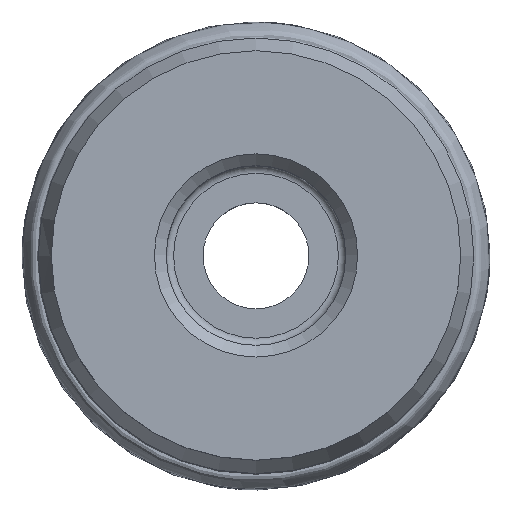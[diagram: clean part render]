
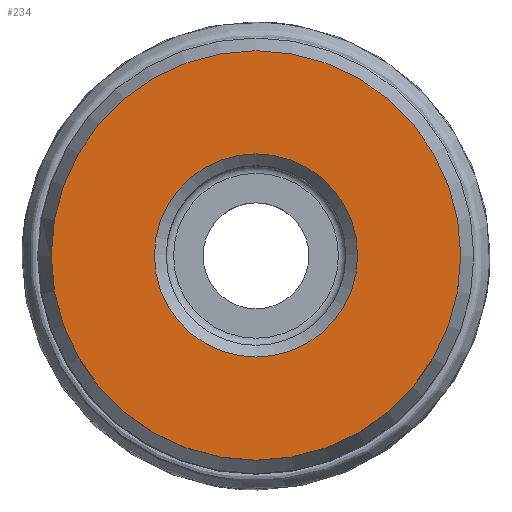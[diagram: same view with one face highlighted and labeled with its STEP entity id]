
A CAD part, top view. The second image highlights one B-rep face of the part: STEP entity #234.
In plain terms, the highlighted planar face has unit normal (0, 0, 1).
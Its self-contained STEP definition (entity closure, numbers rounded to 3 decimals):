
#94=PLANE('',#427);
#120=EDGE_LOOP('',(#156));
#121=EDGE_LOOP('',(#157));
#156=ORIENTED_EDGE('',*,*,#174,.F.);
#157=ORIENTED_EDGE('',*,*,#184,.F.);
#174=EDGE_CURVE('',#283,#283,#192,.T.);
#184=EDGE_CURVE('',#293,#293,#202,.T.);
#192=CIRCLE('',#407,22.225);
#202=CIRCLE('',#426,11.03);
#234=ADVANCED_FACE('',(#263,#264),#94,.T.);
#263=FACE_BOUND('',#120,.T.);
#264=FACE_BOUND('',#121,.T.);
#283=VERTEX_POINT('',#9641);
#293=VERTEX_POINT('',#9670);
#407=AXIS2_PLACEMENT_3D('',#9640,#466,#467);
#426=AXIS2_PLACEMENT_3D('',#9669,#504,#505);
#427=AXIS2_PLACEMENT_3D('',#9671,#506,#507);
#466=DIRECTION('',(0.,0.,-1.));
#467=DIRECTION('',(-1.,0.,0.));
#504=DIRECTION('',(0.,0.,1.));
#505=DIRECTION('',(1.,0.,0.));
#506=DIRECTION('',(0.,0.,1.));
#507=DIRECTION('',(1.,0.,0.));
#9640=CARTESIAN_POINT('',(0.,0.,0.));
#9641=CARTESIAN_POINT('',(-22.225,0.,0.));
#9669=CARTESIAN_POINT('',(0.,0.,0.));
#9670=CARTESIAN_POINT('',(11.03,0.,0.));
#9671=CARTESIAN_POINT('',(0.,22.225,0.));
